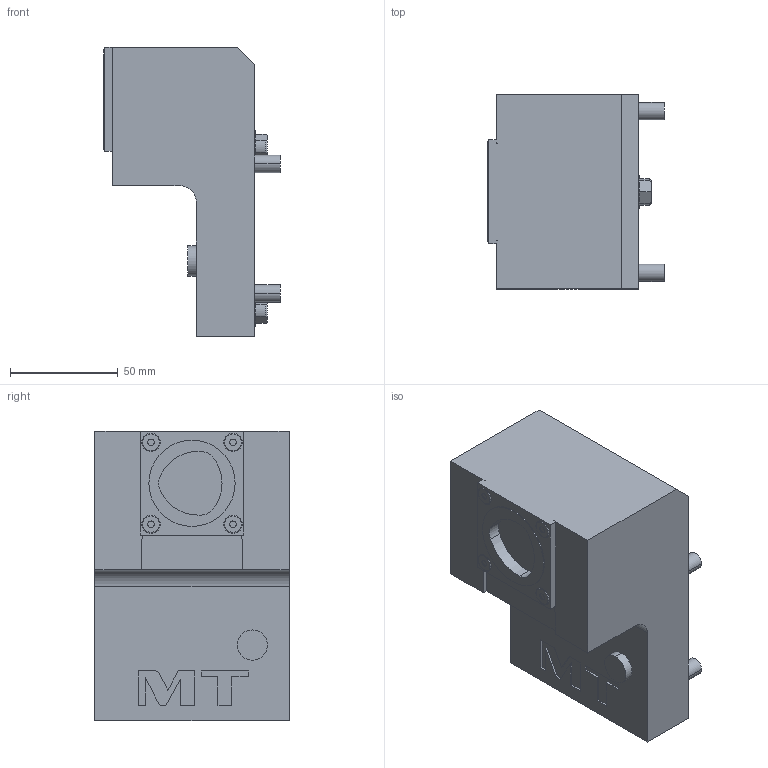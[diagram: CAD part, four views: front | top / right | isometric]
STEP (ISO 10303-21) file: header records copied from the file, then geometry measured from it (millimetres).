
FILE_DESCRIPTION((''),'2;1');
FILE_NAME('MYA0194010_CONF','2023-04-26T14:35:41',('gvalli'),('M.T. srl'),'CREO PARAMETRIC BY PTC INC, 2021072','CREO PARAMETRIC BY PTC INC, 2021072','');
FILE_SCHEMA(('CONFIG_CONTROL_DESIGN'));
Length unit declared in the file: millimetre
Products named in the file (1): MYA0194010_CONF
Bounding box: 82 x 90 x 134 mm (x, y, z)
Volume: 555622.6 mm3; surface area: 51006.6 mm2
Topology: 1 solids, 1 shells, 136 faces, 333 edges, 218 vertices
Faces by surface type: plane 73, cylinder 41, torus 12, cone 8, extrusion 2
Entity records: 4118 total; most frequent: CARTESIAN_POINT 784, DIRECTION 699, ORIENTED_EDGE 666, EDGE_CURVE 333, AXIS2_PLACEMENT_3D 252, VERTEX_POINT 218, VECTOR 195, LINE 193
